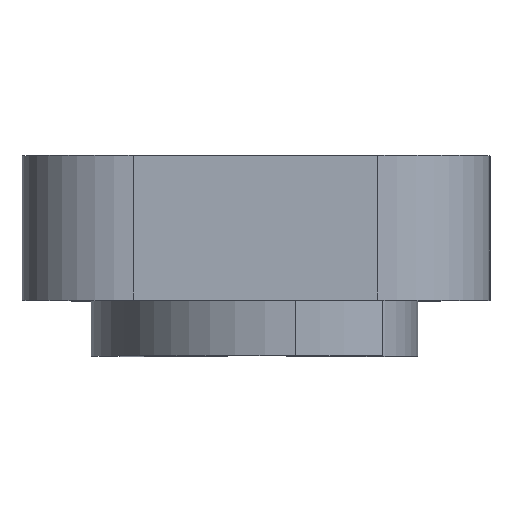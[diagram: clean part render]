
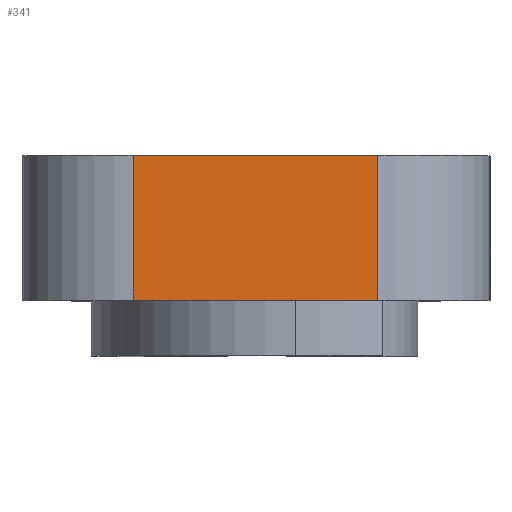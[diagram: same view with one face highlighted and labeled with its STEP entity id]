
A CAD part, top view. The second image highlights one B-rep face of the part: STEP entity #341.
In plain terms, the highlighted face is planar.
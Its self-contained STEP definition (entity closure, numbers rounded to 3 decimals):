
#2 = CARTESIAN_POINT ( 'NONE',  ( 6.4, 10.3, 2.6 ) ) ;
#50 = DIRECTION ( 'NONE',  ( 0., 0., -1. ) ) ;
#66 = EDGE_CURVE ( 'NONE', #671, #108, #694, .T. ) ;
#86 = VERTEX_POINT ( 'NONE', #1152 ) ;
#108 = VERTEX_POINT ( 'NONE', #411 ) ;
#176 = ORIENTED_EDGE ( 'NONE', *, *, #520, .T. ) ;
#189 = DIRECTION ( 'NONE',  ( 0., 0., -1. ) ) ;
#264 = VECTOR ( 'NONE', #269, 1000. ) ;
#266 = CARTESIAN_POINT ( 'NONE',  ( 2., 10.3, 0. ) ) ;
#269 = DIRECTION ( 'NONE',  ( 0., 0., 1. ) ) ;
#341 = ADVANCED_FACE ( 'NONE', ( #871 ), #851, .F. ) ;
#387 = DIRECTION ( 'NONE',  ( -1., 0., 0. ) ) ;
#392 = LINE ( 'NONE', #496, #264 ) ;
#411 = CARTESIAN_POINT ( 'NONE',  ( 2., 10.3, 2.6 ) ) ;
#418 = AXIS2_PLACEMENT_3D ( 'NONE', #975, #1284, #50 ) ;
#496 = CARTESIAN_POINT ( 'NONE',  ( 2., 10.3, 2.6 ) ) ;
#515 = ORIENTED_EDGE ( 'NONE', *, *, #780, .T. ) ;
#520 = EDGE_CURVE ( 'NONE', #935, #108, #392, .T. ) ;
#637 = VECTOR ( 'NONE', #845, 1000. ) ;
#671 = VERTEX_POINT ( 'NONE', #2 ) ;
#694 = LINE ( 'NONE', #1321, #637 ) ;
#723 = VECTOR ( 'NONE', #189, 1000. ) ;
#780 = EDGE_CURVE ( 'NONE', #671, #86, #799, .T. ) ;
#799 = LINE ( 'NONE', #1122, #723 ) ;
#844 = ORIENTED_EDGE ( 'NONE', *, *, #66, .F. ) ;
#845 = DIRECTION ( 'NONE',  ( -1., 0., 0. ) ) ;
#851 = PLANE ( 'NONE',  #418 ) ;
#871 = FACE_OUTER_BOUND ( 'NONE', #961, .T. ) ;
#897 = CARTESIAN_POINT ( 'NONE',  ( 0., 10.3, 0. ) ) ;
#928 = EDGE_CURVE ( 'NONE', #86, #935, #1112, .T. ) ;
#935 = VERTEX_POINT ( 'NONE', #266 ) ;
#961 = EDGE_LOOP ( 'NONE', ( #1301, #176, #844, #515 ) ) ;
#975 = CARTESIAN_POINT ( 'NONE',  ( 0., 10.3, 2.6 ) ) ;
#1112 = LINE ( 'NONE', #897, #1291 ) ;
#1122 = CARTESIAN_POINT ( 'NONE',  ( 6.4, 10.3, 2.6 ) ) ;
#1152 = CARTESIAN_POINT ( 'NONE',  ( 6.4, 10.3, 0. ) ) ;
#1284 = DIRECTION ( 'NONE',  ( 0., -1., 0. ) ) ;
#1291 = VECTOR ( 'NONE', #387, 1000. ) ;
#1301 = ORIENTED_EDGE ( 'NONE', *, *, #928, .T. ) ;
#1321 = CARTESIAN_POINT ( 'NONE',  ( 0., 10.3, 2.6 ) ) ;
